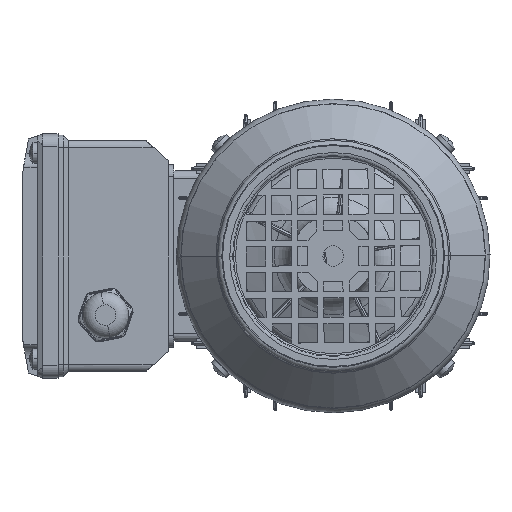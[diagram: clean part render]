
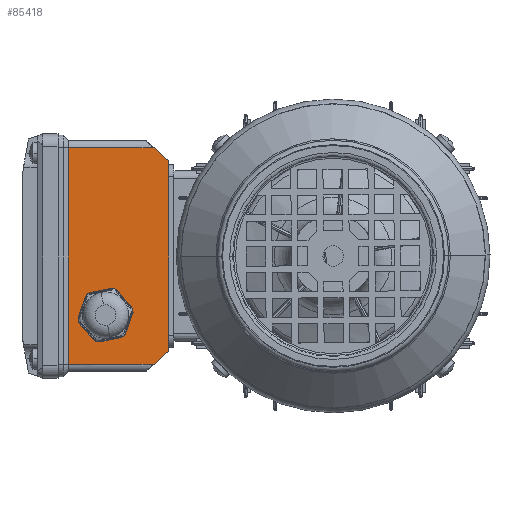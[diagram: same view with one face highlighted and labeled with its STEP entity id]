
A CAD part, left-side view. The second image highlights one B-rep face of the part: STEP entity #85418.
In plain terms, the highlighted face is planar.
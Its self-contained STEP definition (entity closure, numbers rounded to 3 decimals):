
#1687 = AXIS2_PLACEMENT_3D ( 'NONE', #44737, #7205, #73715 ) ;
#3356 = DIRECTION ( 'NONE',  ( 0., 0., 1. ) ) ;
#7205 = DIRECTION ( 'NONE',  ( 0., 0., 1. ) ) ;
#10323 = LINE ( 'NONE', #104497, #51487 ) ;
#11470 = CARTESIAN_POINT ( 'NONE',  ( 42., -6.5, -56.75 ) ) ;
#15192 = LINE ( 'NONE', #24410, #62115 ) ;
#15212 = CIRCLE ( 'NONE', #84019, 8. ) ;
#15555 = EDGE_CURVE ( 'NONE', #90361, #81988, #32962, .T. ) ;
#17656 = EDGE_CURVE ( 'NONE', #35761, #86105, #10323, .T. ) ;
#19482 = LINE ( 'NONE', #47798, #92935 ) ;
#21583 = FACE_BOUND ( 'NONE', #60650, .T. ) ;
#22802 = DIRECTION ( 'NONE',  ( 0., 0., 1. ) ) ;
#24410 = CARTESIAN_POINT ( 'NONE',  ( -42., 0., -56.75 ) ) ;
#25539 = EDGE_CURVE ( 'NONE', #37134, #37711, #37118, .T. ) ;
#28134 = CARTESIAN_POINT ( 'NONE',  ( -42., -39.875, -56.75 ) ) ;
#32962 = LINE ( 'NONE', #42810, #82680 ) ;
#33553 = DIRECTION ( 'NONE',  ( 0., -1., 0. ) ) ;
#35761 = VERTEX_POINT ( 'NONE', #28134 ) ;
#37118 = LINE ( 'NONE', #103613, #86929 ) ;
#37134 = VERTEX_POINT ( 'NONE', #11470 ) ;
#37711 = VERTEX_POINT ( 'NONE', #71002 ) ;
#40873 = DIRECTION ( 'NONE',  ( 1., 0., 0. ) ) ;
#41059 = DIRECTION ( 'NONE',  ( 0., 1., 0. ) ) ;
#41279 = FACE_OUTER_BOUND ( 'NONE', #116417, .T. ) ;
#41577 = LINE ( 'NONE', #44003, #80227 ) ;
#42810 = CARTESIAN_POINT ( 'NONE',  ( 45., -36.5, -56.75 ) ) ;
#44003 = CARTESIAN_POINT ( 'NONE',  ( 42., 0., -56.75 ) ) ;
#44737 = CARTESIAN_POINT ( 'NONE',  ( 23., -21., -56.75 ) ) ;
#47653 = EDGE_CURVE ( 'NONE', #85504, #87884, #121485, .T. ) ;
#47798 = CARTESIAN_POINT ( 'NONE',  ( -37., -45.5, -56.75 ) ) ;
#51457 = CARTESIAN_POINT ( 'NONE',  ( -37., -45.5, -56.75 ) ) ;
#51487 = VECTOR ( 'NONE', #59542, 1000. ) ;
#54770 = CARTESIAN_POINT ( 'NONE',  ( 31., -21., -56.75 ) ) ;
#55789 = EDGE_CURVE ( 'NONE', #37134, #81988, #41577, .T. ) ;
#57291 = ORIENTED_EDGE ( 'NONE', *, *, #25539, .F. ) ;
#58234 = ORIENTED_EDGE ( 'NONE', *, *, #65751, .F. ) ;
#59542 = DIRECTION ( 'NONE',  ( 0.664, -0.747, 0. ) ) ;
#60405 = DIRECTION ( 'NONE',  ( 1., 0., 0. ) ) ;
#60650 = EDGE_LOOP ( 'NONE', ( #62856, #77937 ) ) ;
#62115 = VECTOR ( 'NONE', #41059, 1000. ) ;
#62856 = ORIENTED_EDGE ( 'NONE', *, *, #47653, .T. ) ;
#65751 = EDGE_CURVE ( 'NONE', #86105, #90361, #19482, .T. ) ;
#70766 = AXIS2_PLACEMENT_3D ( 'NONE', #116346, #22802, #60405 ) ;
#71002 = CARTESIAN_POINT ( 'NONE',  ( -42., -6.5, -56.75 ) ) ;
#73715 = DIRECTION ( 'NONE',  ( 1., 0., 0. ) ) ;
#74736 = DIRECTION ( 'NONE',  ( -1., 0., 0. ) ) ;
#76669 = CARTESIAN_POINT ( 'NONE',  ( 23., -21., -56.75 ) ) ;
#77937 = ORIENTED_EDGE ( 'NONE', *, *, #82253, .T. ) ;
#78880 = PLANE ( 'NONE',  #70766 ) ;
#80227 = VECTOR ( 'NONE', #33553, 1000. ) ;
#80419 = DIRECTION ( 'NONE',  ( 0.664, 0.747, 0. ) ) ;
#81988 = VERTEX_POINT ( 'NONE', #108256 ) ;
#82253 = EDGE_CURVE ( 'NONE', #87884, #85504, #15212, .T. ) ;
#82680 = VECTOR ( 'NONE', #80419, 1000. ) ;
#84019 = AXIS2_PLACEMENT_3D ( 'NONE', #76669, #3356, #40873 ) ;
#85418 = ADVANCED_FACE ( 'NONE', ( #21583, #41279 ), #78880, .F. ) ;
#85504 = VERTEX_POINT ( 'NONE', #54770 ) ;
#86105 = VERTEX_POINT ( 'NONE', #51457 ) ;
#86929 = VECTOR ( 'NONE', #74736, 1000. ) ;
#87174 = DIRECTION ( 'NONE',  ( 1., 0., 0. ) ) ;
#87884 = VERTEX_POINT ( 'NONE', #118367 ) ;
#88162 = CARTESIAN_POINT ( 'NONE',  ( 37., -45.5, -56.75 ) ) ;
#89093 = ORIENTED_EDGE ( 'NONE', *, *, #15555, .F. ) ;
#90361 = VERTEX_POINT ( 'NONE', #88162 ) ;
#92445 = EDGE_CURVE ( 'NONE', #35761, #37711, #15192, .T. ) ;
#92935 = VECTOR ( 'NONE', #87174, 1000. ) ;
#103613 = CARTESIAN_POINT ( 'NONE',  ( 42., -6.5, -56.75 ) ) ;
#104497 = CARTESIAN_POINT ( 'NONE',  ( -45., -36.5, -56.75 ) ) ;
#108256 = CARTESIAN_POINT ( 'NONE',  ( 42., -39.875, -56.75 ) ) ;
#114099 = ORIENTED_EDGE ( 'NONE', *, *, #55789, .T. ) ;
#115622 = ORIENTED_EDGE ( 'NONE', *, *, #17656, .F. ) ;
#116346 = CARTESIAN_POINT ( 'NONE',  ( 0., 0., -56.75 ) ) ;
#116417 = EDGE_LOOP ( 'NONE', ( #121129, #57291, #114099, #89093, #58234, #115622 ) ) ;
#118367 = CARTESIAN_POINT ( 'NONE',  ( 15., -21., -56.75 ) ) ;
#121129 = ORIENTED_EDGE ( 'NONE', *, *, #92445, .T. ) ;
#121485 = CIRCLE ( 'NONE', #1687, 8. ) ;
